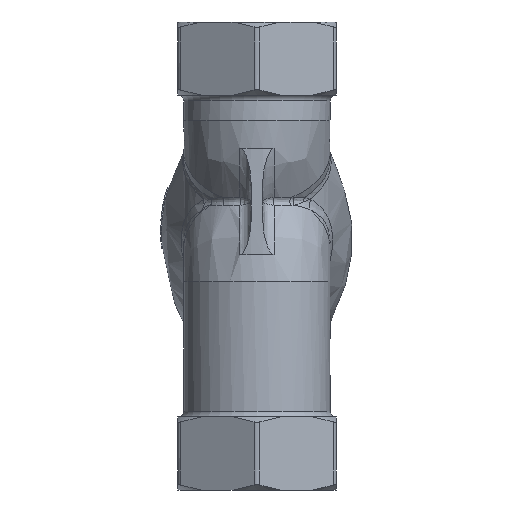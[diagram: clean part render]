
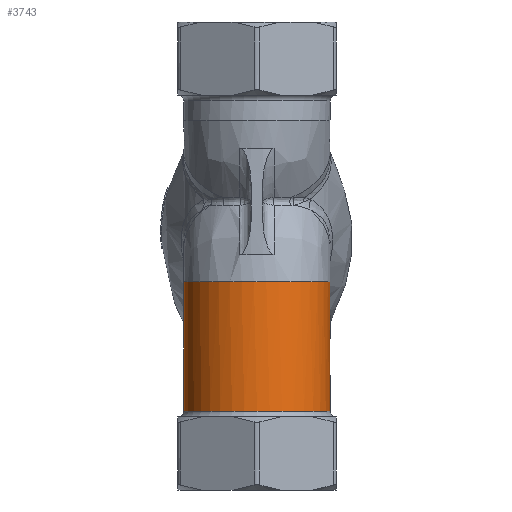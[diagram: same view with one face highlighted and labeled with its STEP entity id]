
A CAD part, front view. The second image highlights one B-rep face of the part: STEP entity #3743.
In plain terms, the highlighted cylindrical face has radius 25 mm (diameter 50 mm), a full revolution.
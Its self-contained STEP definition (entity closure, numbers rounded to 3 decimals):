
#262=FACE_OUTER_BOUND('',#484,.T.);
#484=EDGE_LOOP('',(#2356,#2357,#2358,#2359,#2360,#2361));
#722=B_SPLINE_CURVE_WITH_KNOTS('',3,(#5135,#5136,#5137,#5138,#5139,#5140,
#5141,#5142,#5143,#5144,#5145,#5146,#5147,#5148),.UNSPECIFIED.,.F.,.F.,
(4,1,1,1,1,1,1,1,1,1,1,4),(-9.296,-7.968,-6.64,
-5.976,-5.312,-4.427,-3.984,
-3.541,-3.099,-2.656,-1.328,
0.),.UNSPECIFIED.);
#951=CIRCLE('',#3999,25.);
#952=CIRCLE('',#4001,25.);
#953=CIRCLE('',#4002,25.);
#1081=LINE('',#5151,#1243);
#1243=VECTOR('',#4319,25.);
#1416=VERTEX_POINT('',#5129);
#1417=VERTEX_POINT('',#5133);
#1418=VERTEX_POINT('',#5134);
#1419=VERTEX_POINT('',#5149);
#1783=EDGE_CURVE('',#1416,#1416,#951,.T.);
#1784=EDGE_CURVE('',#1417,#1418,#722,.T.);
#1785=EDGE_CURVE('',#1419,#1417,#952,.T.);
#1786=EDGE_CURVE('',#1419,#1416,#1081,.T.);
#1787=EDGE_CURVE('',#1418,#1419,#953,.T.);
#2356=ORIENTED_EDGE('',*,*,#1784,.F.);
#2357=ORIENTED_EDGE('',*,*,#1785,.F.);
#2358=ORIENTED_EDGE('',*,*,#1786,.T.);
#2359=ORIENTED_EDGE('',*,*,#1783,.F.);
#2360=ORIENTED_EDGE('',*,*,#1786,.F.);
#2361=ORIENTED_EDGE('',*,*,#1787,.F.);
#3479=CYLINDRICAL_SURFACE('',#4000,25.);
#3743=ADVANCED_FACE('',(#262),#3479,.T.);
#3999=AXIS2_PLACEMENT_3D('',#5131,#4313,#4314);
#4000=AXIS2_PLACEMENT_3D('',#5132,#4315,#4316);
#4001=AXIS2_PLACEMENT_3D('',#5150,#4317,#4318);
#4002=AXIS2_PLACEMENT_3D('',#5152,#4320,#4321);
#4313=DIRECTION('center_axis',(0.,0.,-1.));
#4314=DIRECTION('ref_axis',(1.,0.,0.));
#4315=DIRECTION('center_axis',(0.,0.,1.));
#4316=DIRECTION('ref_axis',(1.,0.,0.));
#4317=DIRECTION('center_axis',(0.,0.,1.));
#4318=DIRECTION('ref_axis',(1.,0.,0.));
#4319=DIRECTION('',(0.,0.,-1.));
#4320=DIRECTION('center_axis',(0.,0.,1.));
#4321=DIRECTION('ref_axis',(1.,0.,0.));
#5129=CARTESIAN_POINT('',(-25.,0.,-133.));
#5131=CARTESIAN_POINT('Origin',(0.,0.,-133.));
#5132=CARTESIAN_POINT('Origin',(0.,0.,-160.));
#5133=CARTESIAN_POINT('',(22.752,10.361,-88.88));
#5134=CARTESIAN_POINT('',(-22.752,10.361,-88.88));
#5135=CARTESIAN_POINT('Ctrl Pts',(22.752,10.361,-88.88));
#5136=CARTESIAN_POINT('Ctrl Pts',(21.975,12.066,-92.692));
#5137=CARTESIAN_POINT('Ctrl Pts',(19.883,15.645,-100.04));
#5138=CARTESIAN_POINT('Ctrl Pts',(15.411,20.034,-108.325));
#5139=CARTESIAN_POINT('Ctrl Pts',(10.271,22.951,-113.703));
#5140=CARTESIAN_POINT('Ctrl Pts',(4.999,24.762,-117.015));
#5141=CARTESIAN_POINT('Ctrl Pts',(-0.659,25.213,-117.837));
#5142=CARTESIAN_POINT('Ctrl Pts',(-5.451,24.48,-116.499));
#5143=CARTESIAN_POINT('Ctrl Pts',(-8.705,23.512,-114.728));
#5144=CARTESIAN_POINT('Ctrl Pts',(-11.573,22.229,-112.373));
#5145=CARTESIAN_POINT('Ctrl Pts',(-15.708,19.741,-107.772));
#5146=CARTESIAN_POINT('Ctrl Pts',(-19.882,15.646,-100.041));
#5147=CARTESIAN_POINT('Ctrl Pts',(-21.975,12.066,-92.692));
#5148=CARTESIAN_POINT('Ctrl Pts',(-22.752,10.361,-88.88));
#5149=CARTESIAN_POINT('',(-25.,0.,-88.88));
#5150=CARTESIAN_POINT('Origin',(0.,0.,-88.88));
#5151=CARTESIAN_POINT('',(-25.,0.,-160.));
#5152=CARTESIAN_POINT('Origin',(0.,0.,-88.88));
